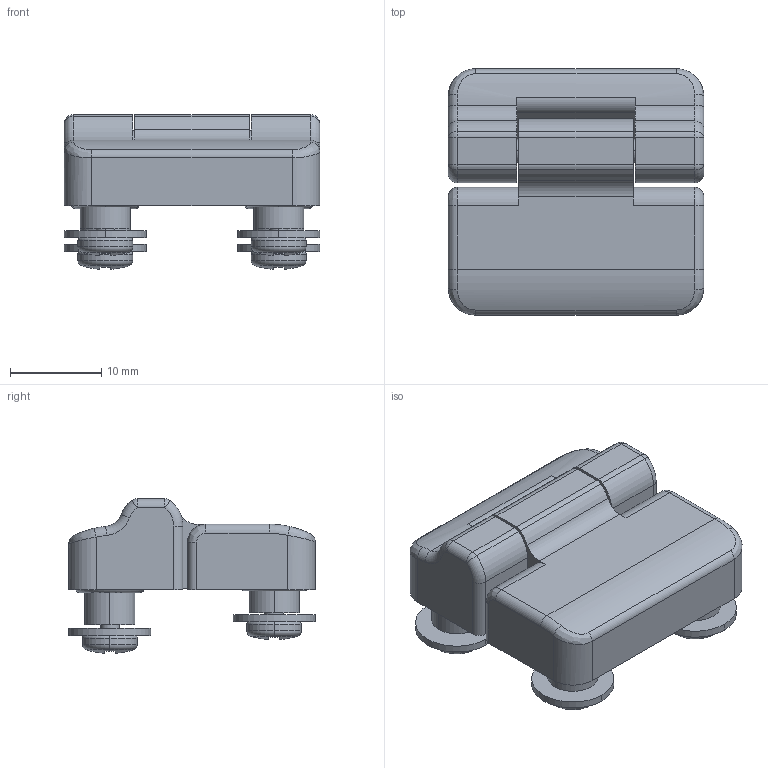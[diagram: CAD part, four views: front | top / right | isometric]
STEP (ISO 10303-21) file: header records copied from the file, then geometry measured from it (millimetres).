
FILE_DESCRIPTION((''),'2;1');
FILE_NAME('SARANA_D_ASM','2024-03-19T10:56:46',('anderskj'),(''),'CREO PARAMETRIC BY PTC INC, 2020342','CREO PARAMETRIC BY PTC INC, 2020342','');
FILE_SCHEMA(('AUTOMOTIVE_DESIGN { 1 0 10303 214 1 1 1 1 }'));
Length unit declared in the file: millimetre
Products named in the file (6): D_SARANA_KANSI; D_SARANA_KOTELO; D_SOKKA; O5_5X1_0; PLP90; SARANA_D_ASM
Assembly tree (11 placements, depth 2):
  SARANA_D_ASM
    D_SARANA_KANSI
    D_SARANA_KOTELO
    D_SOKKA
    O5_5X1_0  x4
    PLP90  x4
Bounding box: 28 x 27 x 16.95 mm (x, y, z)
Volume: 4614.1 mm3; surface area: 6130.6 mm2
Topology: 11 solids, 11 shells, 404 faces, 1266 edges, 1238 vertices
Faces by surface type: plane 157, cylinder 127, torus 67, bspline 37, sphere 12, cone 4
Entity records: 14512 total; most frequent: CARTESIAN_POINT 3373, DIRECTION 1771, ORIENTED_EDGE 1114, VECTOR 607, LINE 607, AXIS2_PLACEMENT_3D 573, EDGE_CURVE 557, PRESENTATION_STYLE_ASSIGNMENT 469
